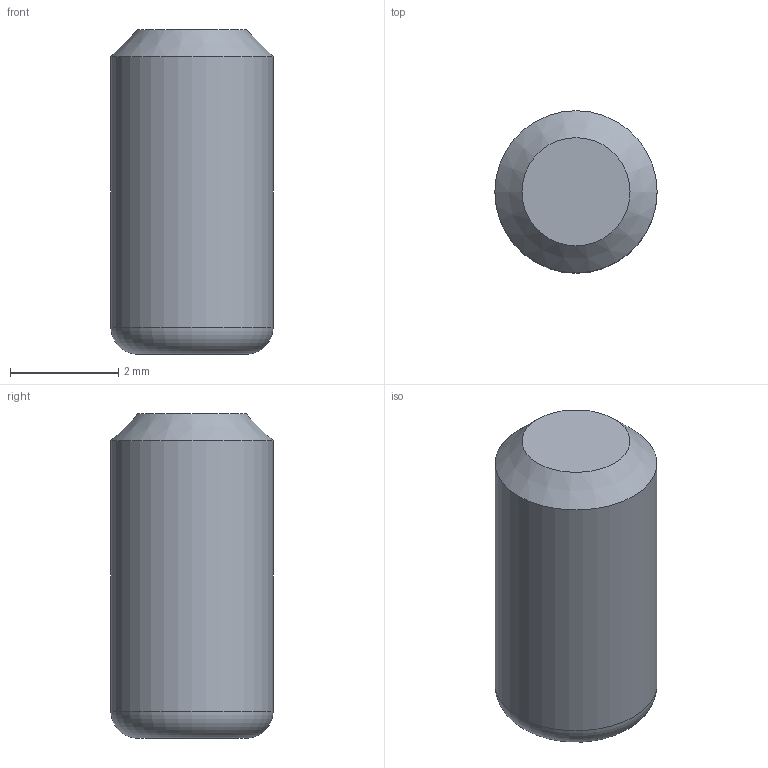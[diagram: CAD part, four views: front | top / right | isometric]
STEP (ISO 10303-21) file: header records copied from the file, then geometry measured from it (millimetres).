
FILE_DESCRIPTION(/* description */ ('Alibre Inc.'),/* implementation_level */ '2;1');
FILE_NAME(/* name */ 'export0',/* time_stamp */ '2015-07-11T14:09:18+12:00',/* author */ (''),/* organization */ (''),/* preprocessor_version */ 'ST-DEVELOPER v14',/* originating_system */ 'Alibre',/* authorisation */ '');
FILE_SCHEMA (('CONFIG_CONTROL_DESIGN'));
Length unit declared in the file: centimetre
Products named in the file (1): FSET-M3-6L
Bounding box: 3 x 3 x 6 mm (x, y, z)
Volume: 35.8 mm3; surface area: 77.4 mm2
Topology: 1 solids, 1 shells, 12 faces, 25 edges, 16 vertices
Faces by surface type: plane 9, torus 1, cylinder 1, cone 1
Full cylindrical faces by diameter (mm): 3 x1
Entity records: 377 total; most frequent: CARTESIAN_POINT 50, ORIENTED_EDGE 44, DIRECTION 40, EDGE_CURVE 22, VECTOR 18, LINE 18, VERTEX_POINT 16, EDGE_LOOP 16
